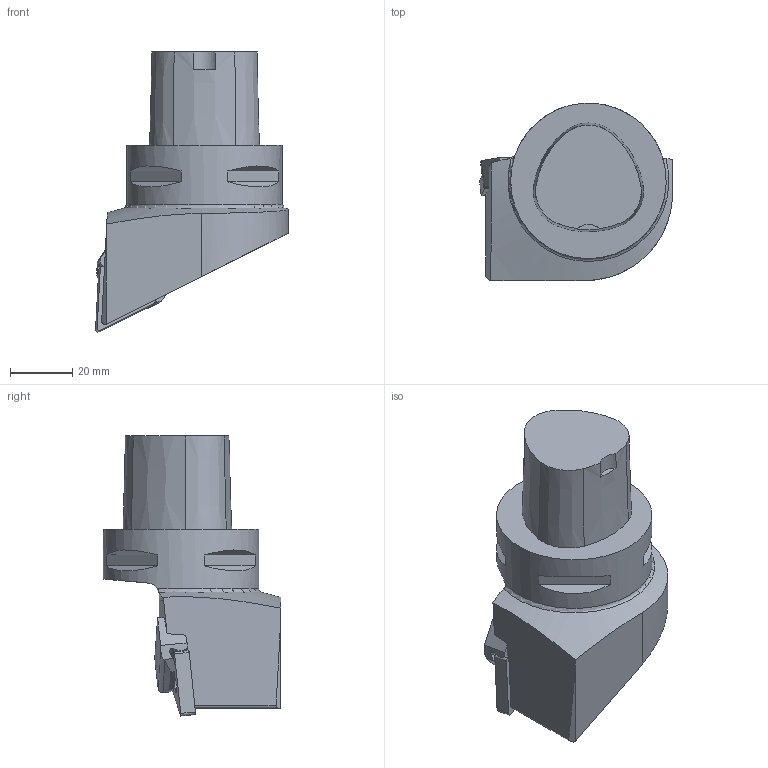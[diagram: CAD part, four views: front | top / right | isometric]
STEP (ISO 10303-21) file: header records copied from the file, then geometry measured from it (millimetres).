
FILE_DESCRIPTION(/* description */ (''),/* implementation_level */ '2;1');
FILE_NAME(/* name */ '1539232873834.stp',/* time_stamp */ '2018-10-11T10:11:38+06:00',/* author */ (''),/* organization */ ('SMS'),/* preprocessor_version */ 'ST-DEVELOPER v15',/* originating_system */ 'SIEMENS PLM Software NX 8.5',/* authorisation */ '');
FILE_SCHEMA (('AUTOMOTIVE_DESIGN { 1 0 10303 214 3 1 1 1 }'));
Length unit declared in the file: millimetre
Products named in the file (4): ASSEMBLY_CONSTRUCTION; IsoTurningInsert; 201768220mod000_00; 201768219mod000_00
Assembly tree (3 placements, depth 2):
  201768219mod000_00
    201768220mod000_00
    IsoTurningInsert
    ASSEMBLY_CONSTRUCTION
Bounding box: 62 x 56.95 x 90 mm (x, y, z)
Volume: 113723 mm3; surface area: 17190.4 mm2
Topology: 2 solids, 2 shells, 76 faces, 203 edges, 142 vertices
Faces by surface type: plane 49, cylinder 19, cone 7, torus 1
Full cylindrical faces by diameter (mm): 5.156 x2, 50 x1
Entity records: 2605 total; most frequent: CARTESIAN_POINT 541, DIRECTION 414, ORIENTED_EDGE 388, EDGE_CURVE 194, AXIS2_PLACEMENT_3D 151, VERTEX_POINT 131, LINE 112, VECTOR 112
